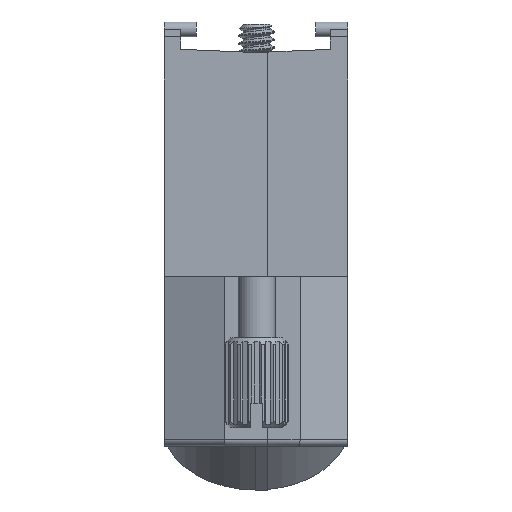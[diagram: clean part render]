
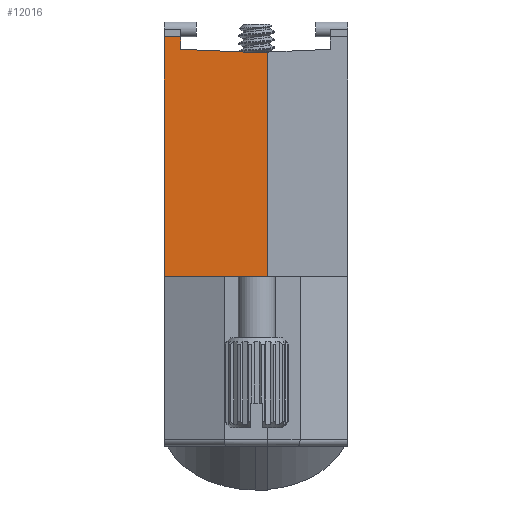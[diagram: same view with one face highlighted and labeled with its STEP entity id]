
A CAD part, left-side view. The second image highlights one B-rep face of the part: STEP entity #12016.
In plain terms, the highlighted face is planar.
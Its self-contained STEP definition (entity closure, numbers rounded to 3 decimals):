
#10 = AXIS2_PLACEMENT_3D ( 'NONE', #20865, #1786, #15806 ) ;
#140 = LINE ( 'NONE', #17533, #3738 ) ;
#390 = ORIENTED_EDGE ( 'NONE', *, *, #5332, .T. ) ;
#1029 = VECTOR ( 'NONE', #6784, 1000. ) ;
#1203 = EDGE_CURVE ( 'NONE', #20778, #15737, #19035, .T. ) ;
#1720 = VERTEX_POINT ( 'NONE', #4903 ) ;
#1732 = CARTESIAN_POINT ( 'NONE',  ( 15.5, 1., -1.262 ) ) ;
#1786 = DIRECTION ( 'NONE',  ( 1., 0., 0. ) ) ;
#2244 = LINE ( 'NONE', #8667, #1029 ) ;
#3028 = EDGE_CURVE ( 'NONE', #14919, #1720, #140, .T. ) ;
#3058 = FACE_OUTER_BOUND ( 'NONE', #12941, .T. ) ;
#3093 = EDGE_CURVE ( 'NONE', #14919, #13759, #2244, .T. ) ;
#3738 = VECTOR ( 'NONE', #16381, 1000. ) ;
#4903 = CARTESIAN_POINT ( 'NONE',  ( 15.5, -7.35, -19.3 ) ) ;
#5081 = VECTOR ( 'NONE', #14413, 1000. ) ;
#5332 = EDGE_CURVE ( 'NONE', #17048, #13759, #9909, .T. ) ;
#5938 = CARTESIAN_POINT ( 'NONE',  ( 15.5, -6., -1. ) ) ;
#5971 = CARTESIAN_POINT ( 'NONE',  ( 15.5, 0., -1.262 ) ) ;
#6784 = DIRECTION ( 'NONE',  ( 0., 1., 0. ) ) ;
#6792 = DIRECTION ( 'NONE',  ( 0., -1., 0. ) ) ;
#6876 = VECTOR ( 'NONE', #7861, 1000. ) ;
#7168 = CARTESIAN_POINT ( 'NONE',  ( 15.5, 1., -19.3 ) ) ;
#7861 = DIRECTION ( 'NONE',  ( 0., 0., -1. ) ) ;
#8009 = VERTEX_POINT ( 'NONE', #5971 ) ;
#8667 = CARTESIAN_POINT ( 'NONE',  ( 15.5, -7.35, 0. ) ) ;
#8786 = CARTESIAN_POINT ( 'NONE',  ( 15.5, -6., -1. ) ) ;
#9909 = LINE ( 'NONE', #16344, #12047 ) ;
#10567 = ORIENTED_EDGE ( 'NONE', *, *, #16471, .T. ) ;
#10961 = CARTESIAN_POINT ( 'NONE',  ( 15.5, -7.35, -19.3 ) ) ;
#11256 = ORIENTED_EDGE ( 'NONE', *, *, #1203, .F. ) ;
#11996 = EDGE_CURVE ( 'NONE', #1720, #15737, #20537, .T. ) ;
#12016 = ADVANCED_FACE ( 'NONE', ( #3058 ), #17383, .T. ) ;
#12047 = VECTOR ( 'NONE', #13079, 1000. ) ;
#12941 = EDGE_LOOP ( 'NONE', ( #20643, #390, #19817, #18574, #15835, #11256, #10567 ) ) ;
#13017 = CARTESIAN_POINT ( 'NONE',  ( 15.5, 1., -1.262 ) ) ;
#13079 = DIRECTION ( 'NONE',  ( 0., 0., 1. ) ) ;
#13759 = VERTEX_POINT ( 'NONE', #20843 ) ;
#14254 = CARTESIAN_POINT ( 'NONE',  ( 15.5, -7.35, 0. ) ) ;
#14413 = DIRECTION ( 'NONE',  ( 0., 1., 0. ) ) ;
#14749 = VECTOR ( 'NONE', #6792, 1000. ) ;
#14919 = VERTEX_POINT ( 'NONE', #14254 ) ;
#15737 = VERTEX_POINT ( 'NONE', #7168 ) ;
#15806 = DIRECTION ( 'NONE',  ( 0., 0., -1. ) ) ;
#15835 = ORIENTED_EDGE ( 'NONE', *, *, #11996, .T. ) ;
#15871 = CARTESIAN_POINT ( 'NONE',  ( 15.5, 1., -1.262 ) ) ;
#15900 = VECTOR ( 'NONE', #20156, 1000. ) ;
#16171 = LINE ( 'NONE', #1732, #14749 ) ;
#16344 = CARTESIAN_POINT ( 'NONE',  ( 15.5, -6., 0. ) ) ;
#16381 = DIRECTION ( 'NONE',  ( 0., 0., -1. ) ) ;
#16471 = EDGE_CURVE ( 'NONE', #20778, #8009, #16171, .T. ) ;
#17048 = VERTEX_POINT ( 'NONE', #5938 ) ;
#17383 = PLANE ( 'NONE',  #10 ) ;
#17533 = CARTESIAN_POINT ( 'NONE',  ( 15.5, -7.35, 0. ) ) ;
#18574 = ORIENTED_EDGE ( 'NONE', *, *, #3028, .T. ) ;
#19035 = LINE ( 'NONE', #15871, #6876 ) ;
#19817 = ORIENTED_EDGE ( 'NONE', *, *, #3093, .F. ) ;
#19945 = LINE ( 'NONE', #8786, #15900 ) ;
#20060 = EDGE_CURVE ( 'NONE', #17048, #8009, #19945, .T. ) ;
#20156 = DIRECTION ( 'NONE',  ( 0., 0.999, -0.044 ) ) ;
#20537 = LINE ( 'NONE', #10961, #5081 ) ;
#20643 = ORIENTED_EDGE ( 'NONE', *, *, #20060, .F. ) ;
#20778 = VERTEX_POINT ( 'NONE', #13017 ) ;
#20843 = CARTESIAN_POINT ( 'NONE',  ( 15.5, -6., 0. ) ) ;
#20865 = CARTESIAN_POINT ( 'NONE',  ( 15.5, -7.35, 0. ) ) ;
